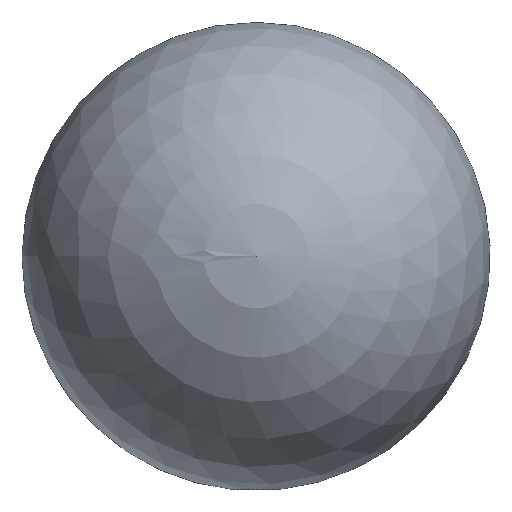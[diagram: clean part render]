
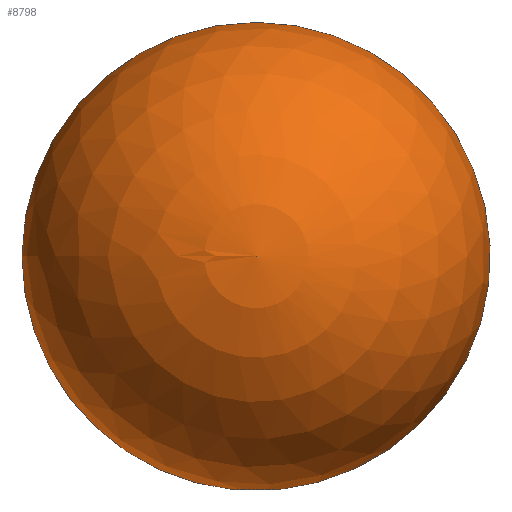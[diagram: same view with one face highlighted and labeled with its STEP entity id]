
A CAD part, top view. The second image highlights one B-rep face of the part: STEP entity #8798.
In plain terms, the highlighted spherical face has radius 40 mm.
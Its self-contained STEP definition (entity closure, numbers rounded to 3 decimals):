
#100 = EDGE_CURVE ( 'NONE', #1510, #563, #3088, .T. ) ;
#214 = DIRECTION ( 'NONE',  ( 1., 0., 0. ) ) ;
#306 = DIRECTION ( 'NONE',  ( 0., 0., 1. ) ) ;
#383 = CARTESIAN_POINT ( 'NONE',  ( 0., 0., 0. ) ) ;
#563 = VERTEX_POINT ( 'NONE', #3413 ) ;
#998 = ORIENTED_EDGE ( 'NONE', *, *, #100, .F. ) ;
#1309 = DIRECTION ( 'NONE',  ( -1., 0., 0. ) ) ;
#1446 = EDGE_CURVE ( 'NONE', #1510, #9956, #2791, .T. ) ;
#1510 = VERTEX_POINT ( 'NONE', #3784 ) ;
#2044 = DIRECTION ( 'NONE',  ( 0., 1., 0. ) ) ;
#2487 = AXIS2_PLACEMENT_3D ( 'NONE', #8027, #2044, #9015 ) ;
#2791 = CIRCLE ( 'NONE', #6456, 40. ) ;
#3088 = CIRCLE ( 'NONE', #9725, 40. ) ;
#3328 = EDGE_LOOP ( 'NONE', ( #998, #5756, #5898, #9598 ) ) ;
#3358 = CARTESIAN_POINT ( 'NONE',  ( 0., -39.81, 3.895 ) ) ;
#3413 = CARTESIAN_POINT ( 'NONE',  ( 3.895, -39.81, 0. ) ) ;
#3784 = CARTESIAN_POINT ( 'NONE',  ( 0., 40., 0. ) ) ;
#4518 = CIRCLE ( 'NONE', #11850, 3.895 ) ;
#5032 = SPHERICAL_SURFACE ( 'NONE', #5363, 40. ) ;
#5342 = FACE_OUTER_BOUND ( 'NONE', #3328, .T. ) ;
#5363 = AXIS2_PLACEMENT_3D ( 'NONE', #7311, #11267, #1309 ) ;
#5756 = ORIENTED_EDGE ( 'NONE', *, *, #1446, .T. ) ;
#5898 = ORIENTED_EDGE ( 'NONE', *, *, #12831, .T. ) ;
#6327 = DIRECTION ( 'NONE',  ( 0., 1., 0. ) ) ;
#6456 = AXIS2_PLACEMENT_3D ( 'NONE', #383, #7539, #214 ) ;
#6756 = CIRCLE ( 'NONE', #2487, 3.895 ) ;
#6921 = DIRECTION ( 'NONE',  ( -1., 0., 0. ) ) ;
#6936 = DIRECTION ( 'NONE',  ( 0., 0., -1. ) ) ;
#6960 = CARTESIAN_POINT ( 'NONE',  ( 0., 0., 0. ) ) ;
#7080 = EDGE_CURVE ( 'NONE', #10024, #563, #6756, .T. ) ;
#7311 = CARTESIAN_POINT ( 'NONE',  ( 0., 0., 0. ) ) ;
#7539 = DIRECTION ( 'NONE',  ( 0., 0., 1. ) ) ;
#8027 = CARTESIAN_POINT ( 'NONE',  ( 0., -39.81, 0. ) ) ;
#8798 = ADVANCED_FACE ( 'NONE', ( #5342 ), #5032, .T. ) ;
#9015 = DIRECTION ( 'NONE',  ( 0., 0., 1. ) ) ;
#9598 = ORIENTED_EDGE ( 'NONE', *, *, #7080, .T. ) ;
#9725 = AXIS2_PLACEMENT_3D ( 'NONE', #6960, #6936, #6921 ) ;
#9956 = VERTEX_POINT ( 'NONE', #9990 ) ;
#9990 = CARTESIAN_POINT ( 'NONE',  ( -3.895, -39.81, 0. ) ) ;
#10024 = VERTEX_POINT ( 'NONE', #3358 ) ;
#11267 = DIRECTION ( 'NONE',  ( 0., 0., -1. ) ) ;
#11850 = AXIS2_PLACEMENT_3D ( 'NONE', #12268, #6327, #306 ) ;
#12268 = CARTESIAN_POINT ( 'NONE',  ( 0., -39.81, 0. ) ) ;
#12831 = EDGE_CURVE ( 'NONE', #9956, #10024, #4518, .T. ) ;
